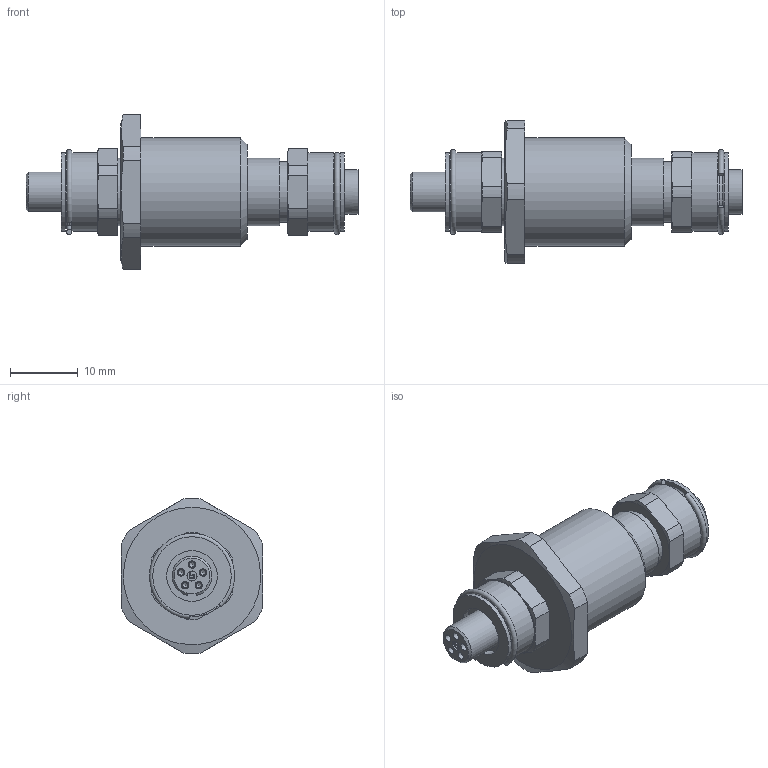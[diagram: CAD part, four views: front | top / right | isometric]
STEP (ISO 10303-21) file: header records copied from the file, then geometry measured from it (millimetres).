
FILE_DESCRIPTION(/* description */ (''),/* implementation_level */ '2;1');
FILE_NAME(/* name */ '09-9618-100-05_bg.stp',/* time_stamp */ '2010-01-08T10:18:21+01:00',/* author */ (''),/* organization */ (''),/* preprocessor_version */ 'ST-DEVELOPER v11',/* originating_system */ 'UGS - NX 5.0',/* authorisation */ '');
FILE_SCHEMA (('CONFIG_CONTROL_DESIGN'));
Length unit declared in the file: millimetre
Products named in the file (1): kbor167Dx2jn
Bounding box: 49.1 x 21 x 22.99 mm (x, y, z)
Volume: 6473.5 mm3; surface area: 3632.2 mm2
Topology: 3 solids, 3 shells, 246 faces, 608 edges, 390 vertices
Faces by surface type: plane 113, cone 60, cylinder 54, torus 9, sphere 6, bspline 4
Full cylindrical faces by diameter (mm): 1 x5, 1.1 x5, 1.5 x1, 6 x1, 6.6 x1, 7.5 x2, 9 x1, 9.8 x2, 10 x2, 11.6 x4, 16 x1, 16.5 x1, 20.1 x1
Entity records: 7050 total; most frequent: CARTESIAN_POINT 1737, DIRECTION 1086, ORIENTED_EDGE 996, EDGE_CURVE 498, AXIS2_PLACEMENT_3D 456, VERTEX_POINT 349, EDGE_LOOP 332, ADVANCED_FACE 246
